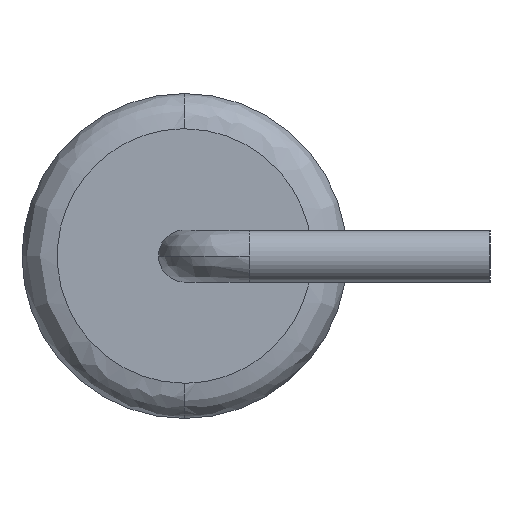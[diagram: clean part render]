
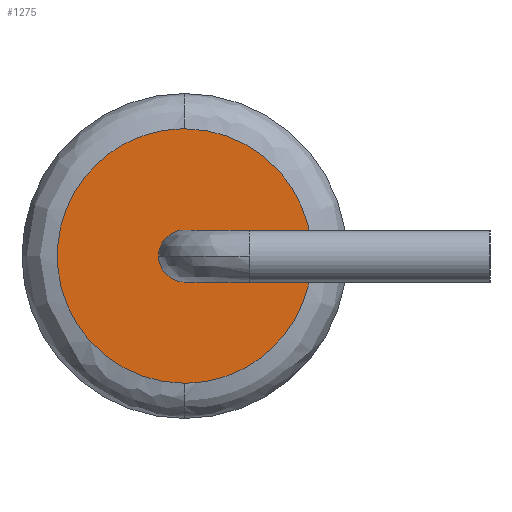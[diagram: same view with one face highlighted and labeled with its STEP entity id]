
A CAD part, left-side view. The second image highlights one B-rep face of the part: STEP entity #1275.
In plain terms, the highlighted planar face has unit normal (-1, 0, 0).
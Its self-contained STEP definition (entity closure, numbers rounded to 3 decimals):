
#64 =( BOUNDED_CURVE ( )  B_SPLINE_CURVE ( 3, ( #1838, #997, #132, #1141 ),
 .UNSPECIFIED., .F., .F. ) 
 B_SPLINE_CURVE_WITH_KNOTS ( ( 4, 4 ),
 ( 0., 1. ),
 .UNSPECIFIED. ) 
 CURVE ( )  GEOMETRIC_REPRESENTATION_ITEM ( )  RATIONAL_B_SPLINE_CURVE ( ( 1., 0.333, 0.333, 1. ) ) 
 REPRESENTATION_ITEM ( '' )  );
#132 = CARTESIAN_POINT ( 'NONE',  ( -7.5, -3.915, -1.957 ) ) ;
#172 = FACE_OUTER_BOUND ( 'NONE', #1631, .T. ) ;
#179 = ORIENTED_EDGE ( 'NONE', *, *, #1402, .F. ) ;
#200 = CARTESIAN_POINT ( 'NONE',  ( -7.5, 3.915, 1.957 ) ) ;
#471 = VERTEX_POINT ( 'NONE', #1800 ) ;
#645 = ORIENTED_EDGE ( 'NONE', *, *, #770, .F. ) ;
#670 = PLANE ( 'NONE',  #1258 ) ;
#678 = DIRECTION ( 'NONE',  ( 1., 0., 0. ) ) ;
#708 =( BOUNDED_CURVE ( )  B_SPLINE_CURVE ( 3, ( #1761, #775, #200, #1206 ),
 .UNSPECIFIED., .F., .F. ) 
 B_SPLINE_CURVE_WITH_KNOTS ( ( 4, 4 ),
 ( 0., 1. ),
 .UNSPECIFIED. ) 
 CURVE ( )  GEOMETRIC_REPRESENTATION_ITEM ( )  RATIONAL_B_SPLINE_CURVE ( ( 1., 0.333, 0.333, 1. ) ) 
 REPRESENTATION_ITEM ( '' )  );
#770 = EDGE_CURVE ( 'NONE', #471, #1477, #64, .T. ) ;
#775 = CARTESIAN_POINT ( 'NONE',  ( -7.5, 3.915, -1.957 ) ) ;
#997 = CARTESIAN_POINT ( 'NONE',  ( -7.5, -3.915, 1.957 ) ) ;
#1141 = CARTESIAN_POINT ( 'NONE',  ( -7.5, 0., -1.957 ) ) ;
#1206 = CARTESIAN_POINT ( 'NONE',  ( -7.5, 0., 1.957 ) ) ;
#1258 = AXIS2_PLACEMENT_3D ( 'NONE', #1526, #678, #1669 ) ;
#1275 = ADVANCED_FACE ( 'NONE', ( #172 ), #670, .F. ) ;
#1402 = EDGE_CURVE ( 'NONE', #1477, #471, #708, .T. ) ;
#1477 = VERTEX_POINT ( 'NONE', #1639 ) ;
#1526 = CARTESIAN_POINT ( 'NONE',  ( -7.5, 1.957, 0. ) ) ;
#1631 = EDGE_LOOP ( 'NONE', ( #645, #179 ) ) ;
#1639 = CARTESIAN_POINT ( 'NONE',  ( -7.5, 0., -1.957 ) ) ;
#1669 = DIRECTION ( 'NONE',  ( 0., 0., -1. ) ) ;
#1761 = CARTESIAN_POINT ( 'NONE',  ( -7.5, 0., -1.957 ) ) ;
#1800 = CARTESIAN_POINT ( 'NONE',  ( -7.5, 0., 1.957 ) ) ;
#1838 = CARTESIAN_POINT ( 'NONE',  ( -7.5, 0., 1.957 ) ) ;
